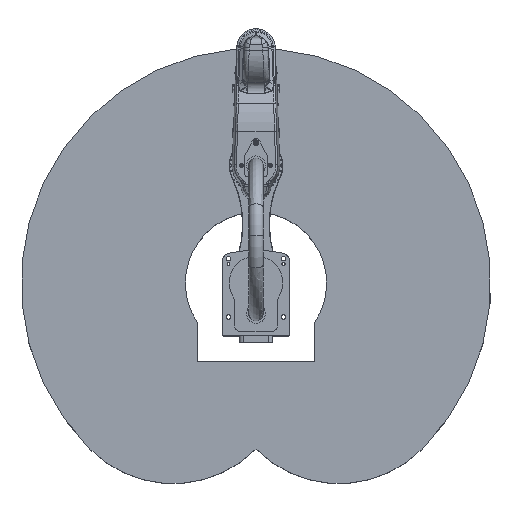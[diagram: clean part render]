
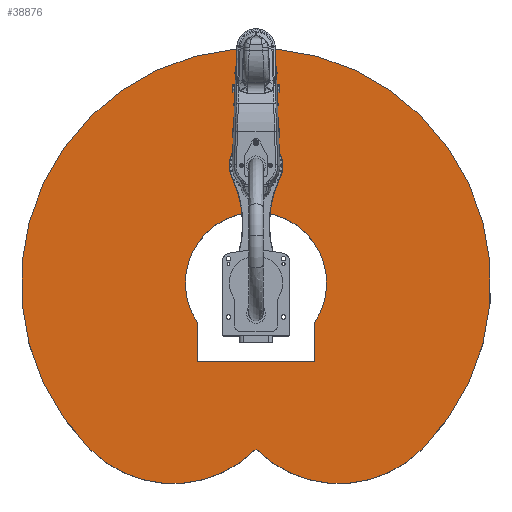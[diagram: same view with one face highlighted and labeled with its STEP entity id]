
A CAD part, top view. The second image highlights one B-rep face of the part: STEP entity #38876.
In plain terms, the highlighted planar face has unit normal (0, 0, 1).
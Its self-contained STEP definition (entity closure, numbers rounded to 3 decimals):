
#1439=FACE_BOUND('',#12242,.T.);
#4043=LINE('',#87550,#6418);
#4047=LINE('',#87557,#6422);
#4050=LINE('',#87563,#6425);
#6418=VECTOR('',#53799,10.);
#6422=VECTOR('',#53805,10.);
#6425=VECTOR('',#53810,10.);
#7373=PLANE('',#43319);
#9626=FACE_OUTER_BOUND('',#12241,.T.);
#12241=EDGE_LOOP('',(#34483,#34484,#34485));
#12242=EDGE_LOOP('',(#34486,#34487,#34488,#34489));
#14223=CIRCLE('',#43320,350.);
#14224=CIRCLE('',#43321,700.);
#14225=CIRCLE('',#43322,350.);
#14226=CIRCLE('',#43323,210.494);
#18388=VERTEX_POINT('',#87547);
#18389=VERTEX_POINT('',#87549);
#18391=VERTEX_POINT('',#87555);
#18393=VERTEX_POINT('',#87561);
#18394=VERTEX_POINT('',#87565);
#18395=VERTEX_POINT('',#87566);
#18396=VERTEX_POINT('',#87568);
#23752=EDGE_CURVE('',#18389,#18388,#4043,.T.);
#23756=EDGE_CURVE('',#18388,#18391,#4047,.T.);
#23759=EDGE_CURVE('',#18391,#18393,#4050,.T.);
#23760=EDGE_CURVE('',#18394,#18395,#14223,.T.);
#23761=EDGE_CURVE('',#18395,#18396,#14224,.T.);
#23762=EDGE_CURVE('',#18396,#18394,#14225,.T.);
#23763=EDGE_CURVE('',#18393,#18389,#14226,.T.);
#34483=ORIENTED_EDGE('',*,*,#23760,.T.);
#34484=ORIENTED_EDGE('',*,*,#23761,.T.);
#34485=ORIENTED_EDGE('',*,*,#23762,.T.);
#34486=ORIENTED_EDGE('',*,*,#23752,.T.);
#34487=ORIENTED_EDGE('',*,*,#23756,.T.);
#34488=ORIENTED_EDGE('',*,*,#23759,.T.);
#34489=ORIENTED_EDGE('',*,*,#23763,.T.);
#38876=ADVANCED_FACE('',(#9626,#1439),#7373,.T.);
#43319=AXIS2_PLACEMENT_3D('',#87564,#53811,#53812);
#43320=AXIS2_PLACEMENT_3D('',#87567,#53813,#53814);
#43321=AXIS2_PLACEMENT_3D('',#87569,#53815,#53816);
#43322=AXIS2_PLACEMENT_3D('',#87570,#53817,#53818);
#43323=AXIS2_PLACEMENT_3D('',#87571,#53819,#53820);
#53799=DIRECTION('',(-1.,0.,0.));
#53805=DIRECTION('',(0.,1.,0.));
#53810=DIRECTION('',(1.,0.,0.));
#53811=DIRECTION('center_axis',(0.,0.,1.));
#53812=DIRECTION('ref_axis',(1.,0.,0.));
#53813=DIRECTION('center_axis',(0.,0.,1.));
#53814=DIRECTION('ref_axis',(0.707,-0.707,0.));
#53815=DIRECTION('center_axis',(0.,0.,1.));
#53816=DIRECTION('ref_axis',(0.707,0.707,0.));
#53817=DIRECTION('center_axis',(0.,0.,1.));
#53818=DIRECTION('ref_axis',(0.707,-0.707,0.));
#53819=DIRECTION('center_axis',(0.,0.,-1.));
#53820=DIRECTION('ref_axis',(-1.,0.,0.));
#87547=CARTESIAN_POINT('',(-233.,-175.,200.));
#87549=CARTESIAN_POINT('',(-116.973,-175.,200.));
#87550=CARTESIAN_POINT('',(45.953,-175.,200.));
#87555=CARTESIAN_POINT('',(-233.,175.,200.));
#87557=CARTESIAN_POINT('',(-233.,-87.5,200.));
#87561=CARTESIAN_POINT('',(-116.973,175.,200.));
#87563=CARTESIAN_POINT('',(-108.047,175.,200.));
#87564=CARTESIAN_POINT('Origin',(16.906,0.,
200.));
#87565=CARTESIAN_POINT('',(-494.975,0.,200.));
#87566=CARTESIAN_POINT('',(-494.975,-494.975,200.));
#87567=CARTESIAN_POINT('Origin',(-247.487,-247.487,200.));
#87568=CARTESIAN_POINT('',(-494.975,494.975,200.));
#87569=CARTESIAN_POINT('Origin',(0.,0.,200.));
#87570=CARTESIAN_POINT('Origin',(-247.487,247.487,200.));
#87571=CARTESIAN_POINT('Origin',(0.,0.,200.));
